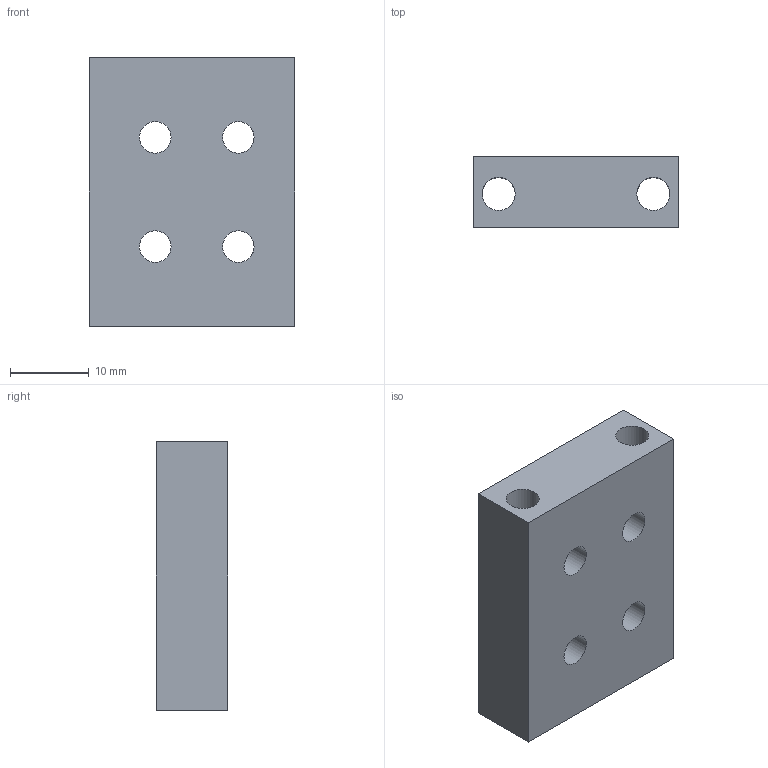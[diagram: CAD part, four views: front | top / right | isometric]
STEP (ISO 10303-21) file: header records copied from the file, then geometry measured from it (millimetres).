
FILE_DESCRIPTION(/* description */ (''),/* implementation_level */ '2;1');
FILE_NAME(/* name */ 'top.stp',/* time_stamp */ '2014-02-14T17:52:56-06:00',/* author */ ('stephen'),/* organization */ (''),/* preprocessor_version */ 'ST-DEVELOPER v15.2',/* originating_system */ 'Autodesk Inventor 2014',/* authorisation */ '');
FILE_SCHEMA (('AUTOMOTIVE_DESIGN { 1 0 10303 214 3 1 1 }'));
Length unit declared in the file: inch
Products named in the file (1): top
Bounding box: 26 x 9 x 34 mm (x, y, z)
Volume: 6565.8 mm3; surface area: 4032.1 mm2
Topology: 1 solids, 1 shells, 12 faces, 32 edges, 22 vertices
Faces by surface type: plane 6, cylinder 6
Full cylindrical faces by diameter (mm): 4 x4, 4.191 x2
Entity records: 487 total; most frequent: CARTESIAN_POINT 143, DIRECTION 62, ORIENTED_EDGE 52, EDGE_LOOP 34, FACE_BOUND 26, EDGE_CURVE 26, AXIS2_PLACEMENT_3D 25, VERTEX_POINT 22
